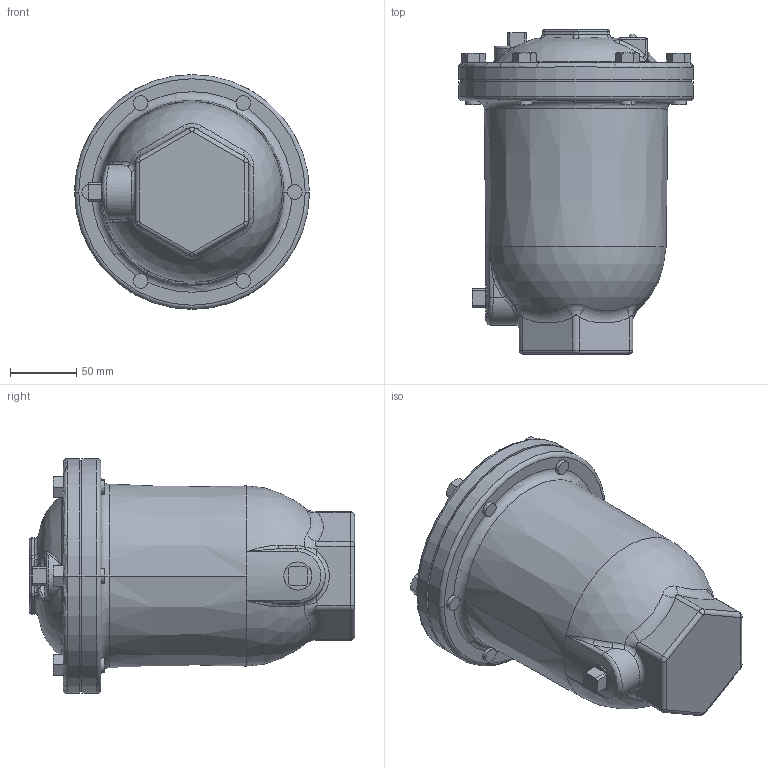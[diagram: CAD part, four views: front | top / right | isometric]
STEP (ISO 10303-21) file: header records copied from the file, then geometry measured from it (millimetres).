
FILE_DESCRIPTION((''),'2;1');
FILE_NAME('101S_SW0002','2023-09-13T14:13:25',('tbuffington'),(''),'CREO PARAMETRIC BY PTC INC, 2023072','CREO PARAMETRIC BY PTC INC, 2023072','');
FILE_SCHEMA(('AUTOMOTIVE_DESIGN { 1 0 10303 214 1 1 1 1 }'));
Length unit declared in the file: inch
Products named in the file (1): 101S_SW0002
Bounding box: 177.8 x 246.08 x 177.8 mm (x, y, z)
Volume: 3372873.4 mm3; surface area: 143581.6 mm2
Topology: 1 solids, 1 shells, 306 faces, 726 edges, 427 vertices
Faces by surface type: plane 106, bspline 71, cylinder 60, cone 38, torus 22, sphere 9
Entity records: 16985 total; most frequent: CARTESIAN_POINT 9011, ORIENTED_EDGE 1444, COLOUR_RGB 1329, DIRECTION 1244, EDGE_CURVE 722, AXIS2_PLACEMENT_3D 504, VERTEX_POINT 427, EDGE_LOOP 315
